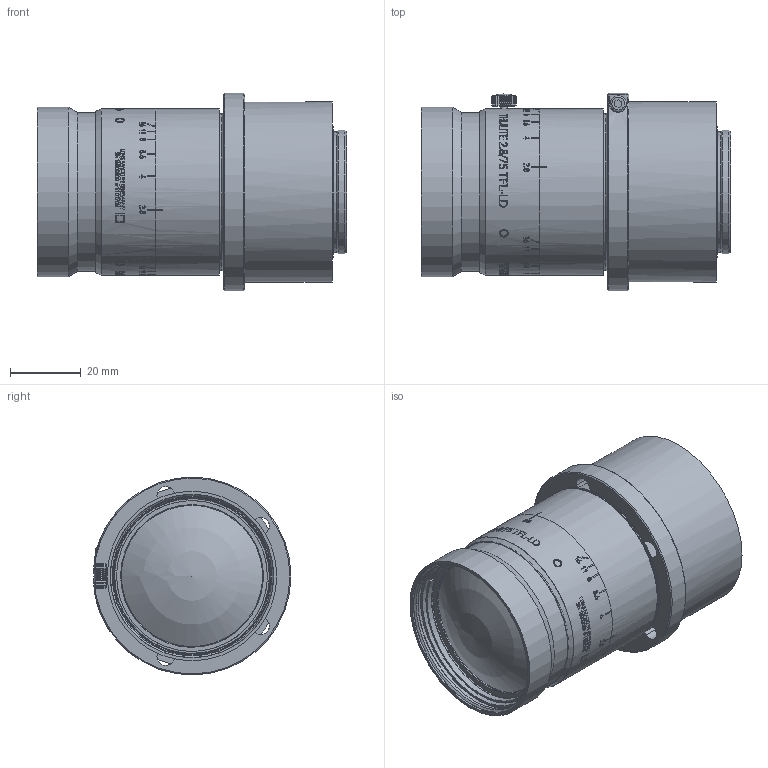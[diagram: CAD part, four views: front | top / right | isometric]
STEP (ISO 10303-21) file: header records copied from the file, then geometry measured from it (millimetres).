
FILE_DESCRIPTION(/* description */ (''),/* implementation_level */ '2;1');
FILE_NAME(/* name */ '1101705_00167217_001.stp',/* time_stamp */ '2022-01-19T13:39:23+01:00',/* author */ (''),/* organization */ (''),/* preprocessor_version */ 'ST-DEVELOPER v16',/* originating_system */ 'SIEMENS PLM Software NX 10.0',/* authorisation */ '');
FILE_SCHEMA (('AP203_CONFIGURATION_CONTROLLED_3D_DESIGN_OF_MECHANICAL_PARTS_AND_ASSEMBLIES_MIM_LF { 1 0 10303 403 2 1 2}'));
Length unit declared in the file: millimetre
Products named in the file (1): Guge4F909336y28f
Bounding box: 87.5 x 55.99 x 55.99 mm (x, y, z)
Volume: 133192.7 mm3; surface area: 32733.7 mm2
Topology: 1 solids, 2 shells, 400 faces, 1502 edges, 1269 vertices
Faces by surface type: cylinder 228, plane 139, cone 28, sphere 3, torus 2
Full cylindrical faces by diameter (mm): 2 x1, 2.05 x4, 2.5 x1, 2.8 x1, 4.5 x1, 33 x1, 34 x1, 35 x1, 36 x1, 37 x1, 39.7 x1, 39.994 x1, 40.5 x1, 40.8 x1, 41.7 x1, 42.7 x1, 43.494 x1, 43.8 x1, 44.3 x2, 44.7 x1, 45 x3, 45.2 x2, 45.3 x1, 46.2 x1, 46.3 x2, 47 x3, 48 x1, 51 x1
Entity records: 19208 total; most frequent: CARTESIAN_POINT 7999, ORIENTED_EDGE 2819, EDGE_CURVE 1412, DIRECTION 1368, VERTEX_POINT 1245, B_SPLINE_CURVE_WITH_KNOTS 992, EDGE_LOOP 653, AXIS2_PLACEMENT_3D 585
